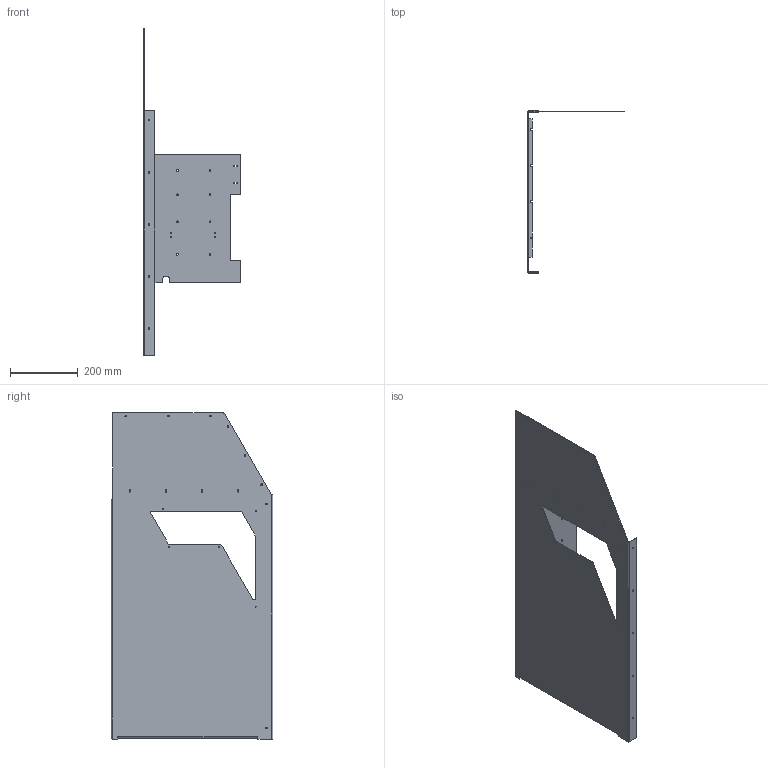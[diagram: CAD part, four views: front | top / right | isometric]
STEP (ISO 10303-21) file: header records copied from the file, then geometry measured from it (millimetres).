
FILE_DESCRIPTION(('FreeCAD Model'),'2;1');
FILE_NAME('panel_-_right.step','2019-10-08T11:35:42',('Author'),(''), 'Open CASCADE STEP processor 7.3','FreeCAD','Unknown');
FILE_SCHEMA(('AUTOMOTIVE_DESIGN { 1 0 10303 214 1 1 1 1 }'));
Length unit declared in the file: millimetre
Products named in the file (1): Pocket008
Bounding box: 287 x 477 x 963.5 mm (x, y, z)
Volume: 1080909.4 mm3; surface area: 1091896 mm2
Topology: 1 solids, 1 shells, 191 faces, 547 edges, 358 vertices
Faces by surface type: plane 114, cylinder 77
Full cylindrical faces by diameter (mm): 3.2 x9, 4.2 x10, 5 x6, 5.41 x8
Entity records: 13652 total; most frequent: CARTESIAN_POINT 2940, DIRECTION 1900, LINE 1148, VECTOR 1148, ORIENTED_EDGE 1094, PCURVE 1094, DEFINITIONAL_REPRESENTATION 1094, EDGE_CURVE 547
